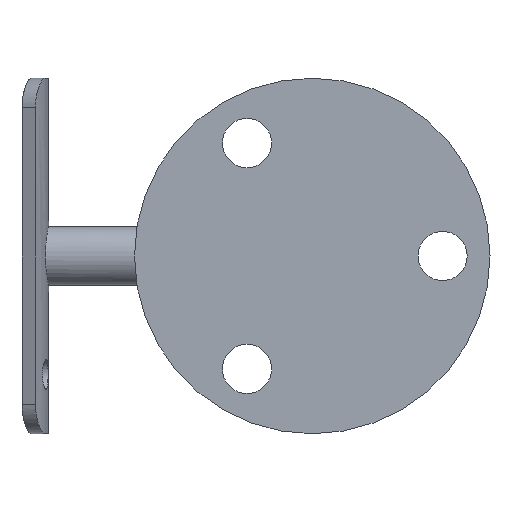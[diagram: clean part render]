
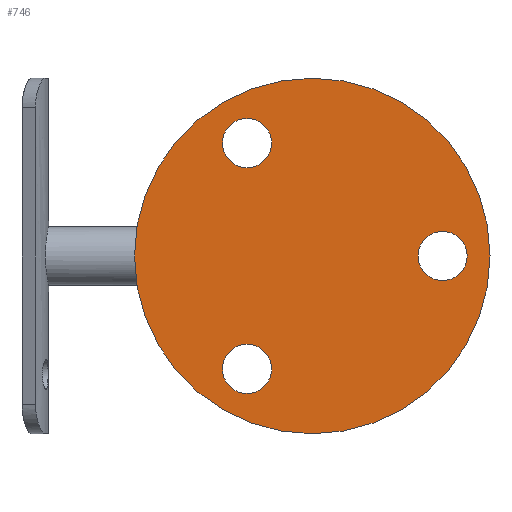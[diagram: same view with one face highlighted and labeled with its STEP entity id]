
A CAD part, left-side view. The second image highlights one B-rep face of the part: STEP entity #746.
In plain terms, the highlighted planar face has unit normal (-1, 0, 0).
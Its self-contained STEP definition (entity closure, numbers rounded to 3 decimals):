
#3 = DIRECTION ( 'NONE',  ( 0., 0., -1. ) ) ;
#54 = EDGE_CURVE ( 'NONE', #959, #162, #307, .T. ) ;
#56 = EDGE_LOOP ( 'NONE', ( #1477, #85 ) ) ;
#60 = CARTESIAN_POINT ( 'NONE',  ( 0., 0., 0. ) ) ;
#63 = EDGE_LOOP ( 'NONE', ( #539, #913 ) ) ;
#85 = ORIENTED_EDGE ( 'NONE', *, *, #877, .T. ) ;
#156 = EDGE_CURVE ( 'NONE', #612, #982, #1000, .T. ) ;
#161 = PLANE ( 'NONE',  #1026 ) ;
#162 = VERTEX_POINT ( 'NONE', #267 ) ;
#175 = DIRECTION ( 'NONE',  ( 0., 0., -1. ) ) ;
#191 = CARTESIAN_POINT ( 'NONE',  ( 0., -22., 0. ) ) ;
#192 = VERTEX_POINT ( 'NONE', #648 ) ;
#220 = EDGE_LOOP ( 'NONE', ( #1172, #1083 ) ) ;
#226 = AXIS2_PLACEMENT_3D ( 'NONE', #885, #1381, #1125 ) ;
#228 = CARTESIAN_POINT ( 'NONE',  ( 0., -22., 0. ) ) ;
#232 = EDGE_CURVE ( 'NONE', #973, #1144, #1271, .T. ) ;
#267 = CARTESIAN_POINT ( 'NONE',  ( 0., 0., -30. ) ) ;
#297 = FACE_BOUND ( 'NONE', #56, .T. ) ;
#304 = DIRECTION ( 'NONE',  ( 1., 0., 0. ) ) ;
#307 = CIRCLE ( 'NONE', #465, 30. ) ;
#375 = EDGE_CURVE ( 'NONE', #982, #612, #625, .T. ) ;
#381 = CIRCLE ( 'NONE', #906, 4.15 ) ;
#438 = FACE_OUTER_BOUND ( 'NONE', #63, .T. ) ;
#442 = AXIS2_PLACEMENT_3D ( 'NONE', #60, #1287, #1312 ) ;
#453 = CARTESIAN_POINT ( 'NONE',  ( 0., 11., -23.203 ) ) ;
#465 = AXIS2_PLACEMENT_3D ( 'NONE', #1353, #716, #1240 ) ;
#471 = VERTEX_POINT ( 'NONE', #760 ) ;
#488 = CARTESIAN_POINT ( 'NONE',  ( 0., 11., -14.903 ) ) ;
#515 = CIRCLE ( 'NONE', #1422, 4.15 ) ;
#539 = ORIENTED_EDGE ( 'NONE', *, *, #54, .F. ) ;
#552 = ORIENTED_EDGE ( 'NONE', *, *, #1249, .T. ) ;
#555 = EDGE_CURVE ( 'NONE', #162, #959, #860, .T. ) ;
#563 = DIRECTION ( 'NONE',  ( 1., 0., 0. ) ) ;
#592 = CIRCLE ( 'NONE', #1264, 4.15 ) ;
#612 = VERTEX_POINT ( 'NONE', #488 ) ;
#625 = CIRCLE ( 'NONE', #226, 4.15 ) ;
#648 = CARTESIAN_POINT ( 'NONE',  ( 0., -22., -4.15 ) ) ;
#672 = CARTESIAN_POINT ( 'NONE',  ( 0., 11., 14.903 ) ) ;
#693 = DIRECTION ( 'NONE',  ( 1., 0., 0. ) ) ;
#716 = DIRECTION ( 'NONE',  ( 1., 0., 0. ) ) ;
#740 = ORIENTED_EDGE ( 'NONE', *, *, #232, .T. ) ;
#746 = ADVANCED_FACE ( 'NONE', ( #297, #790, #798, #438 ), #161, .F. ) ;
#760 = CARTESIAN_POINT ( 'NONE',  ( 0., -22., 4.15 ) ) ;
#790 = FACE_BOUND ( 'NONE', #220, .T. ) ;
#798 = FACE_BOUND ( 'NONE', #1322, .T. ) ;
#802 = DIRECTION ( 'NONE',  ( 0., 0., -1. ) ) ;
#835 = CARTESIAN_POINT ( 'NONE',  ( 0., 0., 30. ) ) ;
#860 = CIRCLE ( 'NONE', #442, 30. ) ;
#877 = EDGE_CURVE ( 'NONE', #471, #192, #515, .T. ) ;
#885 = CARTESIAN_POINT ( 'NONE',  ( 0., 11., -19.053 ) ) ;
#887 = CARTESIAN_POINT ( 'NONE',  ( 0., 11., -19.053 ) ) ;
#906 = AXIS2_PLACEMENT_3D ( 'NONE', #1223, #980, #1102 ) ;
#913 = ORIENTED_EDGE ( 'NONE', *, *, #555, .F. ) ;
#950 = EDGE_CURVE ( 'NONE', #192, #471, #592, .T. ) ;
#959 = VERTEX_POINT ( 'NONE', #835 ) ;
#973 = VERTEX_POINT ( 'NONE', #1225 ) ;
#980 = DIRECTION ( 'NONE',  ( 1., 0., 0. ) ) ;
#982 = VERTEX_POINT ( 'NONE', #453 ) ;
#1000 = CIRCLE ( 'NONE', #1527, 4.15 ) ;
#1023 = AXIS2_PLACEMENT_3D ( 'NONE', #1306, #563, #802 ) ;
#1026 = AXIS2_PLACEMENT_3D ( 'NONE', #1163, #304, #175 ) ;
#1083 = ORIENTED_EDGE ( 'NONE', *, *, #156, .T. ) ;
#1102 = DIRECTION ( 'NONE',  ( 0., 0., -1. ) ) ;
#1125 = DIRECTION ( 'NONE',  ( 0., 0., -1. ) ) ;
#1144 = VERTEX_POINT ( 'NONE', #672 ) ;
#1159 = DIRECTION ( 'NONE',  ( 1., 0., 0. ) ) ;
#1163 = CARTESIAN_POINT ( 'NONE',  ( 0., 0., 0. ) ) ;
#1172 = ORIENTED_EDGE ( 'NONE', *, *, #375, .T. ) ;
#1186 = DIRECTION ( 'NONE',  ( 0., 0., -1. ) ) ;
#1223 = CARTESIAN_POINT ( 'NONE',  ( 0., 11., 19.053 ) ) ;
#1225 = CARTESIAN_POINT ( 'NONE',  ( 0., 11., 23.203 ) ) ;
#1240 = DIRECTION ( 'NONE',  ( 0., 0., -1. ) ) ;
#1249 = EDGE_CURVE ( 'NONE', #1144, #973, #381, .T. ) ;
#1264 = AXIS2_PLACEMENT_3D ( 'NONE', #228, #1553, #1561 ) ;
#1271 = CIRCLE ( 'NONE', #1023, 4.15 ) ;
#1287 = DIRECTION ( 'NONE',  ( 1., 0., 0. ) ) ;
#1306 = CARTESIAN_POINT ( 'NONE',  ( 0., 11., 19.053 ) ) ;
#1312 = DIRECTION ( 'NONE',  ( 0., 0., -1. ) ) ;
#1322 = EDGE_LOOP ( 'NONE', ( #552, #740 ) ) ;
#1353 = CARTESIAN_POINT ( 'NONE',  ( 0., 0., 0. ) ) ;
#1381 = DIRECTION ( 'NONE',  ( 1., 0., 0. ) ) ;
#1422 = AXIS2_PLACEMENT_3D ( 'NONE', #191, #693, #1186 ) ;
#1477 = ORIENTED_EDGE ( 'NONE', *, *, #950, .T. ) ;
#1527 = AXIS2_PLACEMENT_3D ( 'NONE', #887, #1159, #3 ) ;
#1553 = DIRECTION ( 'NONE',  ( 1., 0., 0. ) ) ;
#1561 = DIRECTION ( 'NONE',  ( 0., 0., -1. ) ) ;
